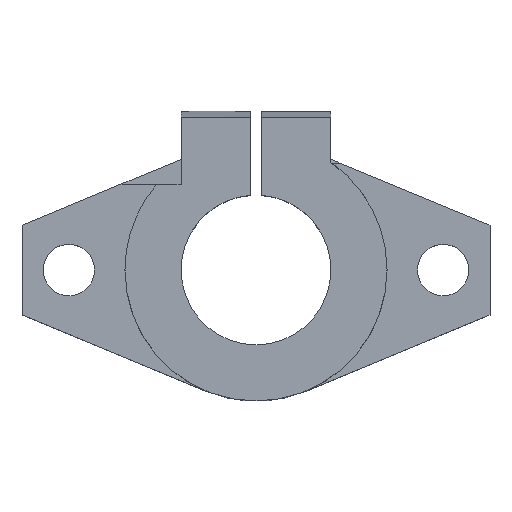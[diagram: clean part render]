
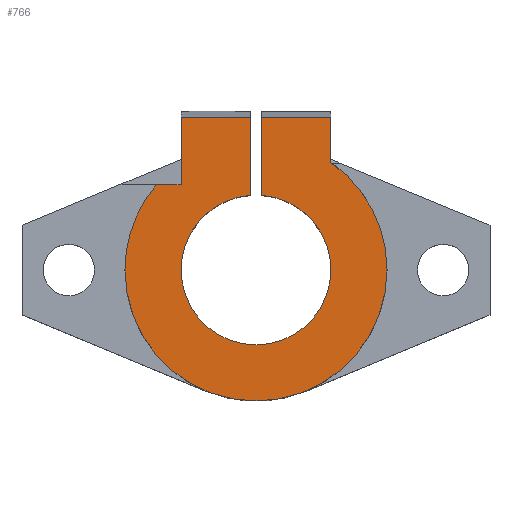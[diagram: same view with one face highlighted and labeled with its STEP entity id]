
A CAD part, top view. The second image highlights one B-rep face of the part: STEP entity #766.
In plain terms, the highlighted planar face has unit normal (0, 0, 1).
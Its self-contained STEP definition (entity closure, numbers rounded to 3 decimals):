
#42 = CARTESIAN_POINT ( 'NONE',  ( -50., 0., 16. ) ) ;
#57 = EDGE_CURVE ( 'NONE', #620, #609, #421, .T. ) ;
#59 = EDGE_CURVE ( 'NONE', #618, #620, #424, .T. ) ;
#66 = EDGE_CURVE ( 'NONE', #630, #629, #434, .T. ) ;
#74 = EDGE_CURVE ( 'NONE', #629, #611, #445, .T. ) ;
#92 = EDGE_CURVE ( 'NONE', #609, #657, #474, .T. ) ;
#101 = EDGE_CURVE ( 'NONE', #654, #653, #479, .T. ) ;
#105 = EDGE_CURVE ( 'NONE', #618, #658, #494, .T. ) ;
#106 = EDGE_CURVE ( 'NONE', #655, #611, #496, .T. ) ;
#107 = EDGE_CURVE ( 'NONE', #656, #657, #498, .T. ) ;
#108 = EDGE_CURVE ( 'NONE', #655, #656, #500, .T. ) ;
#109 = EDGE_CURVE ( 'NONE', #653, #659, #502, .T. ) ;
#110 = EDGE_CURVE ( 'NONE', #658, #659, #504, .T. ) ;
#111 = EDGE_CURVE ( 'NONE', #654, #630, #507, .T. ) ;
#213 = EDGE_LOOP ( 'NONE', ( #267, #268, #269, #270, #271, #272, #273, #274, #275, #276, #277, #278, #279 ) ) ;
#267 = ORIENTED_EDGE ( 'NONE', *, *, #108, .T. ) ;
#268 = ORIENTED_EDGE ( 'NONE', *, *, #107, .T. ) ;
#269 = ORIENTED_EDGE ( 'NONE', *, *, #92, .F. ) ;
#270 = ORIENTED_EDGE ( 'NONE', *, *, #57, .F. ) ;
#271 = ORIENTED_EDGE ( 'NONE', *, *, #59, .F. ) ;
#272 = ORIENTED_EDGE ( 'NONE', *, *, #105, .T. ) ;
#273 = ORIENTED_EDGE ( 'NONE', *, *, #110, .T. ) ;
#274 = ORIENTED_EDGE ( 'NONE', *, *, #109, .F. ) ;
#275 = ORIENTED_EDGE ( 'NONE', *, *, #101, .F. ) ;
#276 = ORIENTED_EDGE ( 'NONE', *, *, #111, .T. ) ;
#277 = ORIENTED_EDGE ( 'NONE', *, *, #66, .T. ) ;
#278 = ORIENTED_EDGE ( 'NONE', *, *, #74, .T. ) ;
#279 = ORIENTED_EDGE ( 'NONE', *, *, #106, .F. ) ;
#421 = CIRCLE ( 'NONE', #791, 8. ) ;
#424 = CIRCLE ( 'NONE', #795, 8. ) ;
#434 = CIRCLE ( 'NONE', #799, 14. ) ;
#445 = CIRCLE ( 'NONE', #804, 14. ) ;
#474 = CIRCLE ( 'NONE', #811, 8. ) ;
#479 = LINE ( 'NONE', #935, #480 ) ;
#480 = VECTOR ( 'NONE', #936, 1000. ) ;
#494 = LINE ( 'NONE', #944, #495 ) ;
#495 = VECTOR ( 'NONE', #945, 1000. ) ;
#496 = LINE ( 'NONE', #946, #497 ) ;
#497 = VECTOR ( 'NONE', #947, 1000. ) ;
#498 = LINE ( 'NONE', #948, #499 ) ;
#499 = VECTOR ( 'NONE', #949, 1000. ) ;
#500 = LINE ( 'NONE', #950, #501 ) ;
#501 = VECTOR ( 'NONE', #951, 1000. ) ;
#502 = LINE ( 'NONE', #952, #503 ) ;
#503 = VECTOR ( 'NONE', #953, 1000. ) ;
#504 = LINE ( 'NONE', #954, #505 ) ;
#505 = VECTOR ( 'NONE', #955, 1000. ) ;
#507 = CIRCLE ( 'NONE', #813, 14. ) ;
#592 = FACE_OUTER_BOUND ( 'NONE', #213, .T. ) ;
#609 = VERTEX_POINT ( 'NONE', #1062 ) ;
#611 = VERTEX_POINT ( 'NONE', #1063 ) ;
#618 = VERTEX_POINT ( 'NONE', #1068 ) ;
#620 = VERTEX_POINT ( 'NONE', #1070 ) ;
#629 = VERTEX_POINT ( 'NONE', #1077 ) ;
#630 = VERTEX_POINT ( 'NONE', #1078 ) ;
#653 = VERTEX_POINT ( 'NONE', #1101 ) ;
#654 = VERTEX_POINT ( 'NONE', #1102 ) ;
#655 = VERTEX_POINT ( 'NONE', #1103 ) ;
#656 = VERTEX_POINT ( 'NONE', #1104 ) ;
#657 = VERTEX_POINT ( 'NONE', #1105 ) ;
#658 = VERTEX_POINT ( 'NONE', #1106 ) ;
#659 = VERTEX_POINT ( 'NONE', #1107 ) ;
#709 = CARTESIAN_POINT ( 'NONE',  ( -50., 0., 16. ) ) ;
#710 = DIRECTION ( 'NONE',  ( 0., 0., 1. ) ) ;
#711 = DIRECTION ( 'NONE',  ( 1., 0., 0. ) ) ;
#714 = CARTESIAN_POINT ( 'NONE',  ( -50., 0., 16. ) ) ;
#716 = DIRECTION ( 'NONE',  ( 0., 0., 1. ) ) ;
#717 = DIRECTION ( 'NONE',  ( 1., 0., 0. ) ) ;
#731 = CARTESIAN_POINT ( 'NONE',  ( -50., 0., 16. ) ) ;
#732 = DIRECTION ( 'NONE',  ( 0., 0., 1. ) ) ;
#733 = DIRECTION ( 'NONE',  ( 1., 0., 0. ) ) ;
#744 = DIRECTION ( 'NONE',  ( 0., 0., 1. ) ) ;
#766 = ADVANCED_FACE ( 'NONE', ( #592 ), #1159, .T. ) ;
#791 = AXIS2_PLACEMENT_3D ( 'NONE', #709, #710, #711 ) ;
#795 = AXIS2_PLACEMENT_3D ( 'NONE', #714, #716, #717 ) ;
#799 = AXIS2_PLACEMENT_3D ( 'NONE', #731, #732, #733 ) ;
#804 = AXIS2_PLACEMENT_3D ( 'NONE', #42, #744, #873 ) ;
#811 = AXIS2_PLACEMENT_3D ( 'NONE', #905, #915, #916 ) ;
#813 = AXIS2_PLACEMENT_3D ( 'NONE', #942, #957, #958 ) ;
#842 = AXIS2_PLACEMENT_3D ( 'NONE', #1163, #1169, #1170 ) ;
#873 = DIRECTION ( 'NONE',  ( 1., 0., 0. ) ) ;
#905 = CARTESIAN_POINT ( 'NONE',  ( -50., 0., 16. ) ) ;
#915 = DIRECTION ( 'NONE',  ( 0., 0., 1. ) ) ;
#916 = DIRECTION ( 'NONE',  ( 1., 0., 0. ) ) ;
#935 = CARTESIAN_POINT ( 'NONE',  ( -50., 9.09, 16. ) ) ;
#936 = DIRECTION ( 'NONE',  ( 1., 0., 0. ) ) ;
#942 = CARTESIAN_POINT ( 'NONE',  ( -50., 0., 16. ) ) ;
#944 = CARTESIAN_POINT ( 'NONE',  ( -50.594, 17., 16. ) ) ;
#945 = DIRECTION ( 'NONE',  ( 0., 1., 0. ) ) ;
#946 = CARTESIAN_POINT ( 'NONE',  ( -42., 11.489, 16. ) ) ;
#947 = DIRECTION ( 'NONE',  ( 0., -1., 0. ) ) ;
#948 = CARTESIAN_POINT ( 'NONE',  ( -49.406, 17., 16. ) ) ;
#949 = DIRECTION ( 'NONE',  ( 0., -1., 0. ) ) ;
#950 = CARTESIAN_POINT ( 'NONE',  ( -25., 16.3, 16. ) ) ;
#951 = DIRECTION ( 'NONE',  ( -1., 0., 0. ) ) ;
#952 = CARTESIAN_POINT ( 'NONE',  ( -58., 11.489, 16. ) ) ;
#953 = DIRECTION ( 'NONE',  ( 0., 1., 0. ) ) ;
#954 = CARTESIAN_POINT ( 'NONE',  ( -25., 16.3, 16. ) ) ;
#955 = DIRECTION ( 'NONE',  ( -1., 0., 0. ) ) ;
#957 = DIRECTION ( 'NONE',  ( 0., 0., 1. ) ) ;
#958 = DIRECTION ( 'NONE',  ( 1., 0., 0. ) ) ;
#1062 = CARTESIAN_POINT ( 'NONE',  ( -42., 0., 16. ) ) ;
#1063 = CARTESIAN_POINT ( 'NONE',  ( -42., 11.489, 16. ) ) ;
#1068 = CARTESIAN_POINT ( 'NONE',  ( -50.594, 7.978, 16. ) ) ;
#1070 = CARTESIAN_POINT ( 'NONE',  ( -58., 0., 16. ) ) ;
#1077 = CARTESIAN_POINT ( 'NONE',  ( -36., 0., 16. ) ) ;
#1078 = CARTESIAN_POINT ( 'NONE',  ( -64., 0., 16. ) ) ;
#1101 = CARTESIAN_POINT ( 'NONE',  ( -58., 9.09, 16. ) ) ;
#1102 = CARTESIAN_POINT ( 'NONE',  ( -60.648, 9.09, 16. ) ) ;
#1103 = CARTESIAN_POINT ( 'NONE',  ( -42., 16.3, 16. ) ) ;
#1104 = CARTESIAN_POINT ( 'NONE',  ( -49.406, 16.3, 16. ) ) ;
#1105 = CARTESIAN_POINT ( 'NONE',  ( -49.406, 7.978, 16. ) ) ;
#1106 = CARTESIAN_POINT ( 'NONE',  ( -50.594, 16.3, 16. ) ) ;
#1107 = CARTESIAN_POINT ( 'NONE',  ( -58., 16.3, 16. ) ) ;
#1159 = PLANE ( 'NONE',  #842 ) ;
#1163 = CARTESIAN_POINT ( 'NONE',  ( -50., 0., 16. ) ) ;
#1169 = DIRECTION ( 'NONE',  ( 0., 0., 1. ) ) ;
#1170 = DIRECTION ( 'NONE',  ( -1., 0., 0. ) ) ;
